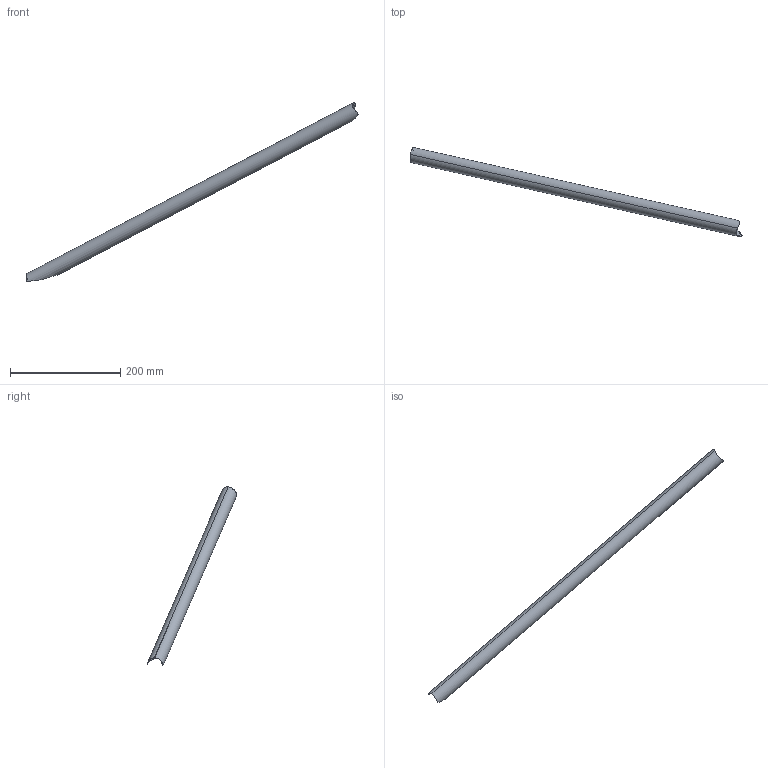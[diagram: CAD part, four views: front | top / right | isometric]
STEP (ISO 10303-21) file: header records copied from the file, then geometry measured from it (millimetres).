
FILE_DESCRIPTION(('CATIA V5 STEP Exchange'),'2;1');
FILE_NAME('Tube 31.stp','2023-02-20T17:55:09+00:00',('none'),('none'),'CATIA Version 5 Release 19 SP 2 (IN-10)','CATIA V5 STEP AP203','none');
FILE_SCHEMA(('CONFIG_CONTROL_DESIGN'));
Length unit declared in the file: millimetre
Products named in the file (1): Shape_567
Bounding box: 601.37 x 161.91 x 322.99 mm (x, y, z)
Volume: 81831.7 mm3; surface area: 109981.7 mm2
Topology: 1 solids, 1 shells, 12 faces, 36 edges, 24 vertices
Faces by surface type: cylinder 7, bspline 4, plane 1
Entity records: 2284 total; most frequent: CARTESIAN_POINT 1993, ORIENTED_EDGE 72, EDGE_CURVE 36, B_SPLINE_CURVE_WITH_KNOTS 27, VERTEX_POINT 24, DIRECTION 21, ADVANCED_FACE 12, EDGE_LOOP 12
